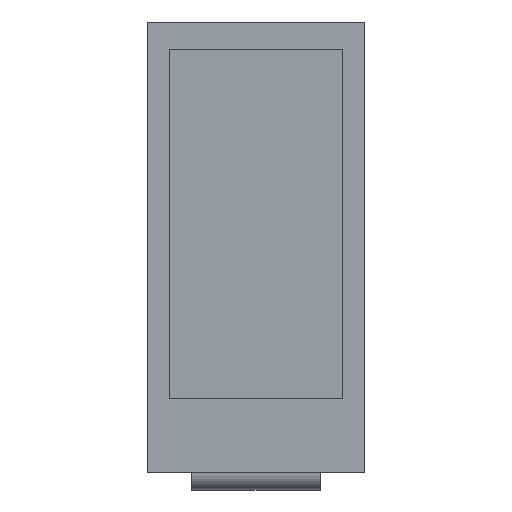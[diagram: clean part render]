
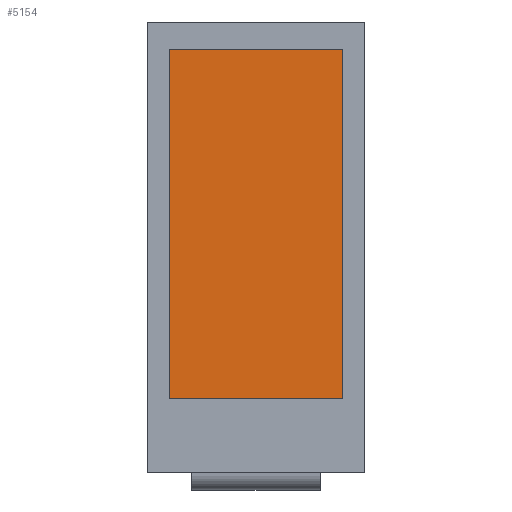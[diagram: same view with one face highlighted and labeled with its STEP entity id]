
A CAD part, top view. The second image highlights one B-rep face of the part: STEP entity #5154.
In plain terms, the highlighted planar face has unit normal (0, 0, 1).
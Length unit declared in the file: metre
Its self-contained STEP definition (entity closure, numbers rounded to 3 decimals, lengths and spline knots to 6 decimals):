
#412=ORIENTED_EDGE('',*,*,#1846,.T.);
#413=ORIENTED_EDGE('',*,*,#1850,.T.);
#414=ORIENTED_EDGE('',*,*,#1853,.T.);
#415=ORIENTED_EDGE('',*,*,#1856,.T.);
#1846=EDGE_CURVE('',#2582,#2583,#3102,.T.);
#1850=EDGE_CURVE('',#2583,#2586,#3106,.T.);
#1853=EDGE_CURVE('',#2586,#2588,#3109,.T.);
#1856=EDGE_CURVE('',#2588,#2582,#3112,.T.);
#2582=VERTEX_POINT('',#7728);
#2583=VERTEX_POINT('',#7729);
#2586=VERTEX_POINT('',#7737);
#2588=VERTEX_POINT('',#7743);
#3102=LINE('',#7727,#3696);
#3106=LINE('',#7736,#3700);
#3109=LINE('',#7742,#3703);
#3112=LINE('',#7748,#3706);
#3696=VECTOR('',#6212,1.);
#3700=VECTOR('',#6218,1.);
#3703=VECTOR('',#6223,1.);
#3706=VECTOR('',#6228,1.);
#4277=EDGE_LOOP('',(#412,#413,#414,#415));
#4613=FACE_BOUND('',#4277,.T.);
#4941=PLANE('',#5682);
#5154=ADVANCED_FACE('',(#4613),#4941,.T.);
#5682=AXIS2_PLACEMENT_3D('',#7751,#6232,#6233);
#6212=DIRECTION('',(1.,0.,0.));
#6218=DIRECTION('',(0.,1.,0.));
#6223=DIRECTION('',(-1.,0.,0.));
#6228=DIRECTION('',(0.,-1.,0.));
#6232=DIRECTION('',(0.,0.,1.));
#6233=DIRECTION('',(1.,0.,0.));
#7727=CARTESIAN_POINT('',(0.2189,-0.01085,0.004556));
#7728=CARTESIAN_POINT('',(0.2135,-0.01085,0.004556));
#7729=CARTESIAN_POINT('',(0.2243,-0.01085,0.004556));
#7736=CARTESIAN_POINT('',(0.2243,0.,0.004556));
#7737=CARTESIAN_POINT('',(0.2243,0.01085,0.004556));
#7742=CARTESIAN_POINT('',(0.2189,0.01085,0.004556));
#7743=CARTESIAN_POINT('',(0.2135,0.01085,0.004556));
#7748=CARTESIAN_POINT('',(0.2135,0.,0.004556));
#7751=CARTESIAN_POINT('',(0.2189,-0.00145,0.004556));
